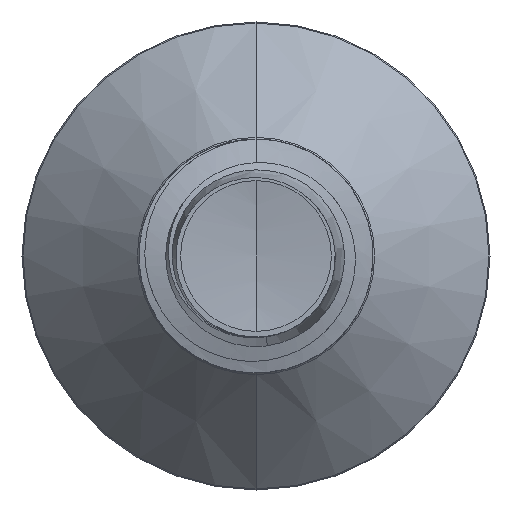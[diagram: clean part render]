
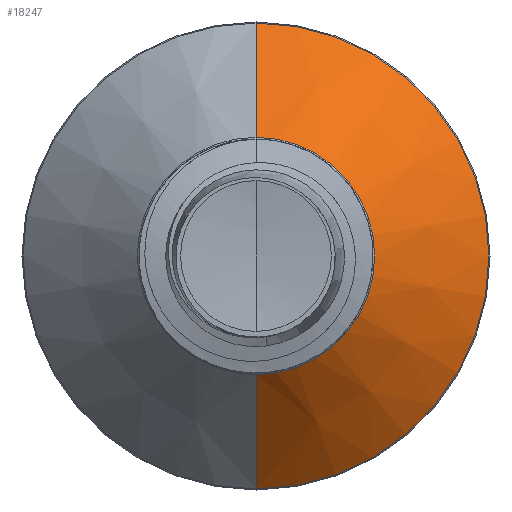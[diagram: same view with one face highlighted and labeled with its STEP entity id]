
A CAD part, front view. The second image highlights one B-rep face of the part: STEP entity #18247.
In plain terms, the highlighted conical face has half-angle 45 degrees and reference radius 1.522 mm.
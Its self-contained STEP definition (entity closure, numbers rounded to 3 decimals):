
#312 = ORIENTED_EDGE ( 'NONE', *, *, #8256, .F. ) ;
#582 = AXIS2_PLACEMENT_3D ( 'NONE', #17995, #18151, #19748 ) ;
#963 = VERTEX_POINT ( 'NONE', #1629 ) ;
#1629 = CARTESIAN_POINT ( 'NONE',  ( 0., 6.937, -2.987 ) ) ;
#3124 = CONICAL_SURFACE ( 'NONE', #582, 1.522, 0.785 ) ;
#3539 = ORIENTED_EDGE ( 'NONE', *, *, #9213, .T. ) ;
#3993 = DIRECTION ( 'NONE',  ( 0., 0.707, -0.707 ) ) ;
#4451 = LINE ( 'NONE', #7812, #12016 ) ;
#5900 = DIRECTION ( 'NONE',  ( 0., 0., 1. ) ) ;
#5920 = DIRECTION ( 'NONE',  ( 0., 1., 0. ) ) ;
#5925 = CARTESIAN_POINT ( 'NONE',  ( 0., 6.937, 0. ) ) ;
#6663 = VERTEX_POINT ( 'NONE', #14767 ) ;
#7745 = DIRECTION ( 'NONE',  ( 0., 0.707, 0.707 ) ) ;
#7812 = CARTESIAN_POINT ( 'NONE',  ( 0., 5.472, 1.522 ) ) ;
#8017 = CARTESIAN_POINT ( 'NONE',  ( 0., 6.937, 2.987 ) ) ;
#8256 = EDGE_CURVE ( 'NONE', #15737, #11799, #4451, .T. ) ;
#8414 = CIRCLE ( 'NONE', #18613, 2.987 ) ;
#8480 = EDGE_CURVE ( 'NONE', #11799, #963, #8414, .T. ) ;
#9213 = EDGE_CURVE ( 'NONE', #15737, #6663, #11213, .T. ) ;
#9406 = CARTESIAN_POINT ( 'NONE',  ( 0., 5.472, 0. ) ) ;
#10452 = EDGE_LOOP ( 'NONE', ( #3539, #15992, #10818, #312 ) ) ;
#10752 = DIRECTION ( 'NONE',  ( 0., 0., 1. ) ) ;
#10818 = ORIENTED_EDGE ( 'NONE', *, *, #8480, .F. ) ;
#11213 = CIRCLE ( 'NONE', #12355, 1.522 ) ;
#11389 = VECTOR ( 'NONE', #3993, 1000. ) ;
#11792 = LINE ( 'NONE', #14191, #11389 ) ;
#11799 = VERTEX_POINT ( 'NONE', #8017 ) ;
#12016 = VECTOR ( 'NONE', #7745, 1000. ) ;
#12355 = AXIS2_PLACEMENT_3D ( 'NONE', #9406, #18274, #10752 ) ;
#14191 = CARTESIAN_POINT ( 'NONE',  ( 0., 5.472, -1.522 ) ) ;
#14387 = EDGE_CURVE ( 'NONE', #6663, #963, #11792, .T. ) ;
#14767 = CARTESIAN_POINT ( 'NONE',  ( 0., 5.472, -1.522 ) ) ;
#15617 = FACE_OUTER_BOUND ( 'NONE', #10452, .T. ) ;
#15737 = VERTEX_POINT ( 'NONE', #16533 ) ;
#15992 = ORIENTED_EDGE ( 'NONE', *, *, #14387, .T. ) ;
#16533 = CARTESIAN_POINT ( 'NONE',  ( 0., 5.472, 1.522 ) ) ;
#17995 = CARTESIAN_POINT ( 'NONE',  ( 0., 5.472, 0. ) ) ;
#18151 = DIRECTION ( 'NONE',  ( 0., 1., 0. ) ) ;
#18247 = ADVANCED_FACE ( 'NONE', ( #15617 ), #3124, .T. ) ;
#18274 = DIRECTION ( 'NONE',  ( 0., 1., 0. ) ) ;
#18613 = AXIS2_PLACEMENT_3D ( 'NONE', #5925, #5920, #5900 ) ;
#19748 = DIRECTION ( 'NONE',  ( 0., 0., 1. ) ) ;
